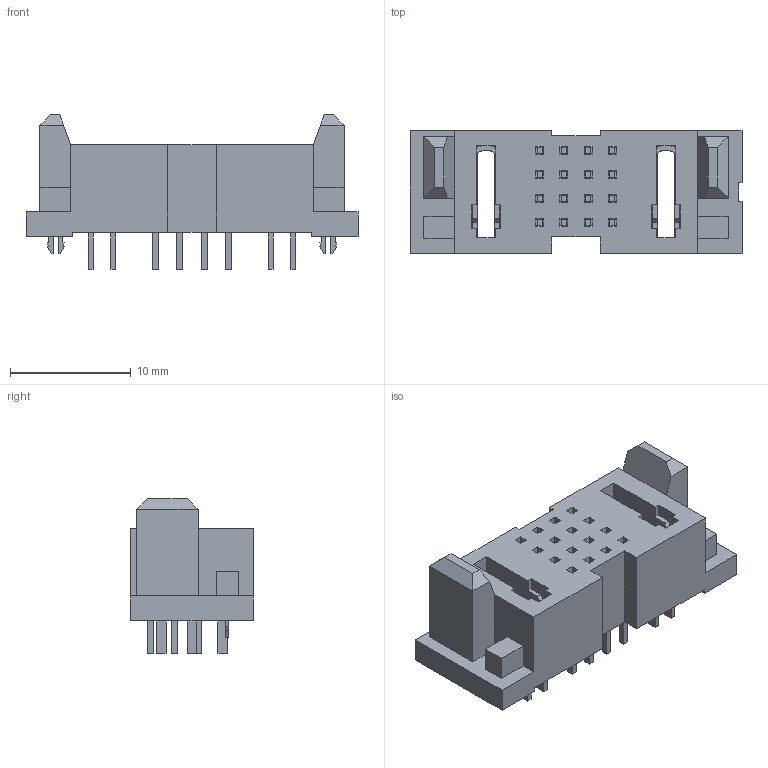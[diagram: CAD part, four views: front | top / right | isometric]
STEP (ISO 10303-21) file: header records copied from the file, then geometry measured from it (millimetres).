
FILE_DESCRIPTION (( 'STEP AP214' ), '1' );
FILE_NAME ('MPSC-01-16-01-7.70-01-L-V-LC.STEP', '2018-06-15T16:31:26', ( '' ), ( '' ), 'SwSTEP 2.0', 'SolidWorks 2018', '' );
FILE_SCHEMA (( 'AUTOMOTIVE_DESIGN' ));
Length unit declared in the file: millimetre
Products named in the file (5): _MPSC_01_V_pp_7; _LC_07_TM_c_4; MPSC-01-16-01-7.70-01-L-V-LC; _MPSC_01_16_01_V_LC_t_2; _MPSC_16_01_V_p_10
Assembly tree (6 placements, depth 2):
  MPSC-01-16-01-7.70-01-L-V-LC
    _MPSC_01_16_01_V_LC_t_2
    _LC_07_TM_c_4  x2
    _MPSC_01_V_pp_7  x2
    _MPSC_16_01_V_p_10
Bounding box: 27.44 x 10.16 x 12.8 mm (x, y, z)
Volume: 1695.1 mm3; surface area: 2733.3 mm2
Topology: 6 solids, 6 shells, 564 faces, 1618 edges, 1076 vertices
Faces by surface type: plane 546, cylinder 18
Entity records: 15926 total; most frequent: CARTESIAN_POINT 2831, ORIENTED_EDGE 2804, DIRECTION 2414, EDGE_CURVE 1402, LINE 1384, VECTOR 1384, VERTEX_POINT 932, EDGE_LOOP 534
